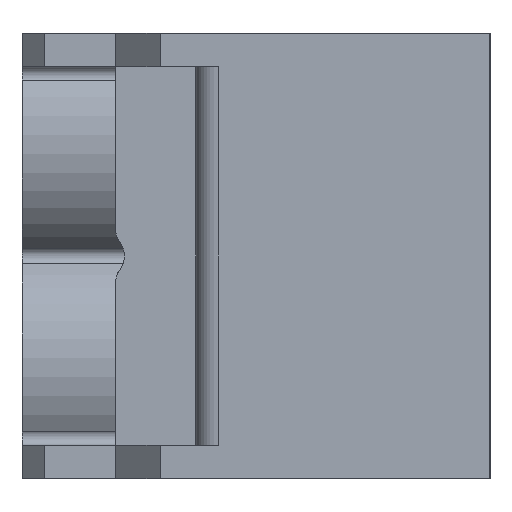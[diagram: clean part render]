
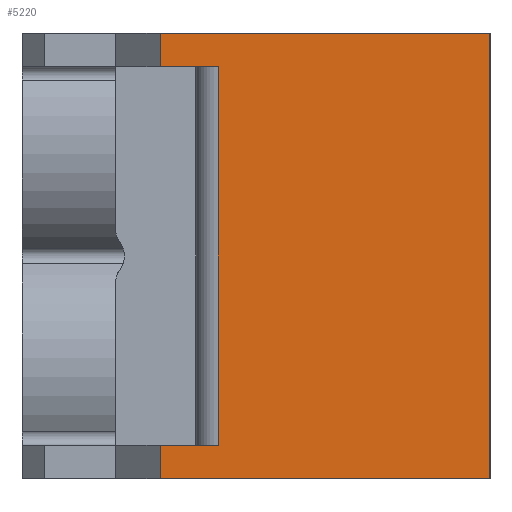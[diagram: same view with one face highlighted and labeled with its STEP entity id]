
A CAD part, left-side view. The second image highlights one B-rep face of the part: STEP entity #5220.
In plain terms, the highlighted planar face has unit normal (-1, 0, 0).
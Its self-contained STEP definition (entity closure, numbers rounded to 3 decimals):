
#845=ORIENTED_EDGE('',*,*,#1670,.F.);
#846=ORIENTED_EDGE('',*,*,#1671,.T.);
#847=ORIENTED_EDGE('',*,*,#1672,.F.);
#848=ORIENTED_EDGE('',*,*,#1636,.T.);
#849=ORIENTED_EDGE('',*,*,#1673,.F.);
#850=ORIENTED_EDGE('',*,*,#1439,.F.);
#851=ORIENTED_EDGE('',*,*,#1606,.T.);
#852=ORIENTED_EDGE('',*,*,#1674,.F.);
#1439=EDGE_CURVE('',#1933,#1934,#2293,.T.);
#1606=EDGE_CURVE('',#1933,#2048,#2417,.T.);
#1636=EDGE_CURVE('',#2075,#2074,#2444,.T.);
#1670=EDGE_CURVE('',#2100,#2101,#2471,.T.);
#1671=EDGE_CURVE('',#2100,#2102,#2472,.T.);
#1672=EDGE_CURVE('',#2075,#2102,#2473,.T.);
#1673=EDGE_CURVE('',#1934,#2074,#2474,.T.);
#1674=EDGE_CURVE('',#2101,#2048,#2475,.T.);
#1933=VERTEX_POINT('',#7136);
#1934=VERTEX_POINT('',#7138);
#2048=VERTEX_POINT('',#7516);
#2074=VERTEX_POINT('',#7579);
#2075=VERTEX_POINT('',#7581);
#2100=VERTEX_POINT('',#7736);
#2101=VERTEX_POINT('',#7737);
#2102=VERTEX_POINT('',#7739);
#2293=LINE('',#7137,#2706);
#2417=LINE('',#7517,#2830);
#2444=LINE('',#7580,#2857);
#2471=LINE('',#7735,#2884);
#2472=LINE('',#7738,#2885);
#2473=LINE('',#7740,#2886);
#2474=LINE('',#7741,#2887);
#2475=LINE('',#7742,#2888);
#2706=VECTOR('',#5919,1000.);
#2830=VECTOR('',#6275,1000.);
#2857=VECTOR('',#6322,1000.);
#2884=VECTOR('',#6379,1000.);
#2885=VECTOR('',#6380,1000.);
#2886=VECTOR('',#6381,1000.);
#2887=VECTOR('',#6382,1000.);
#2888=VECTOR('',#6383,1000.);
#3125=EDGE_LOOP('',(#845,#846,#847,#848,#849,#850,#851,#852));
#3370=FACE_BOUND('',#3125,.T.);
#3567=PLANE('',#5515);
#5220=ADVANCED_FACE('',(#3370),#3567,.T.);
#5515=AXIS2_PLACEMENT_3D('',#7734,#6377,#6378);
#5919=DIRECTION('',(0.,-1.,0.));
#6275=DIRECTION('',(0.,0.,-1.));
#6322=DIRECTION('',(0.,-1.,0.));
#6377=DIRECTION('',(-1.,0.,0.));
#6378=DIRECTION('',(0.,0.,1.));
#6379=DIRECTION('',(0.,0.,1.));
#6380=DIRECTION('',(0.,1.,0.));
#6381=DIRECTION('',(0.,0.,1.));
#6382=DIRECTION('',(0.,0.,-1.));
#6383=DIRECTION('',(0.,1.,0.));
#7136=CARTESIAN_POINT('',(3.364,25.888,5.));
#7137=CARTESIAN_POINT('',(3.364,0.,5.));
#7138=CARTESIAN_POINT('',(3.364,18.488,5.));
#7516=CARTESIAN_POINT('',(3.364,25.888,4.25));
#7517=CARTESIAN_POINT('',(3.364,25.888,-5.));
#7579=CARTESIAN_POINT('',(3.364,18.488,-5.));
#7580=CARTESIAN_POINT('',(3.364,0.,-5.));
#7581=CARTESIAN_POINT('',(3.364,25.888,-5.));
#7734=CARTESIAN_POINT('',(3.364,22.363,0.628));
#7735=CARTESIAN_POINT('',(3.364,24.588,5.));
#7736=CARTESIAN_POINT('',(3.364,24.588,-4.25));
#7737=CARTESIAN_POINT('',(3.364,24.588,4.25));
#7738=CARTESIAN_POINT('',(3.364,0.,-4.25));
#7739=CARTESIAN_POINT('',(3.364,25.888,-4.25));
#7740=CARTESIAN_POINT('',(3.364,25.888,5.));
#7741=CARTESIAN_POINT('',(3.364,18.488,5.));
#7742=CARTESIAN_POINT('',(3.364,0.,4.25));
